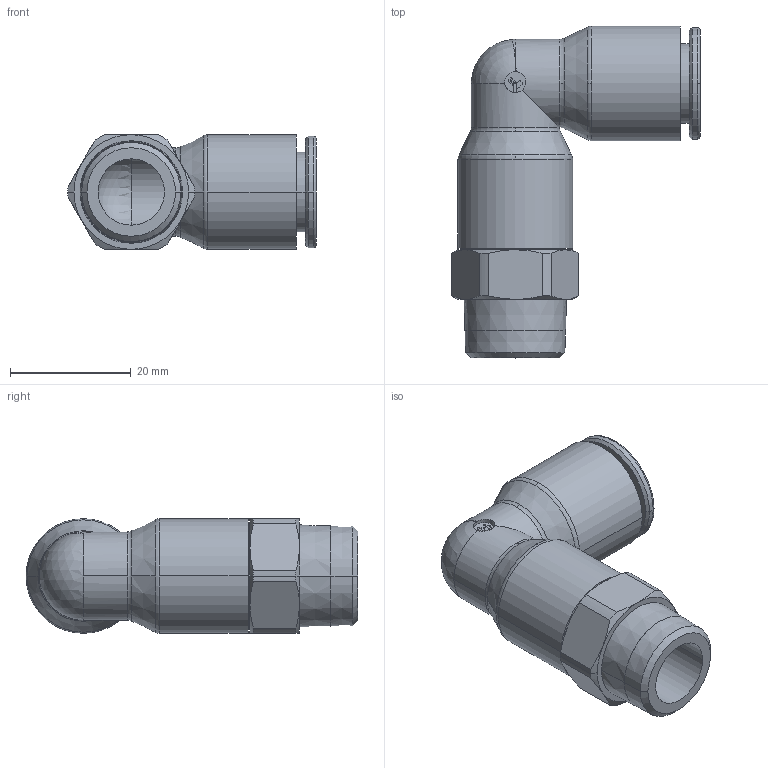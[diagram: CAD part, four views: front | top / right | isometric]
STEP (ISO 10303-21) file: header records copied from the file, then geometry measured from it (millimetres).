
FILE_DESCRIPTION(('STEP AP214'),'1');
FILE_NAME('3129_12_17.stp','2016-07-07T14:15:29',('TraceParts'),('TraceParts S.A.'),'Spatial InterOp 3D',' ',' ');
FILE_SCHEMA(('automotive_design'));
Length unit declared in the file: millimetre
Products named in the file (1): 1
Bounding box: 41.13 x 55 x 19 mm (x, y, z)
Volume: 10038.2 mm3; surface area: 7850.2 mm2
Topology: 1 solids, 1 shells, 115 faces, 294 edges, 183 vertices
Faces by surface type: cylinder 36, plane 34, cone 28, torus 10, sphere 7
Entity records: 3909 total; most frequent: CARTESIAN_POINT 1108, DIRECTION 632, ORIENTED_EDGE 570, EDGE_CURVE 285, AXIS2_PLACEMENT_3D 267, VERTEX_POINT 183, CIRCLE 149, EDGE_LOOP 128
